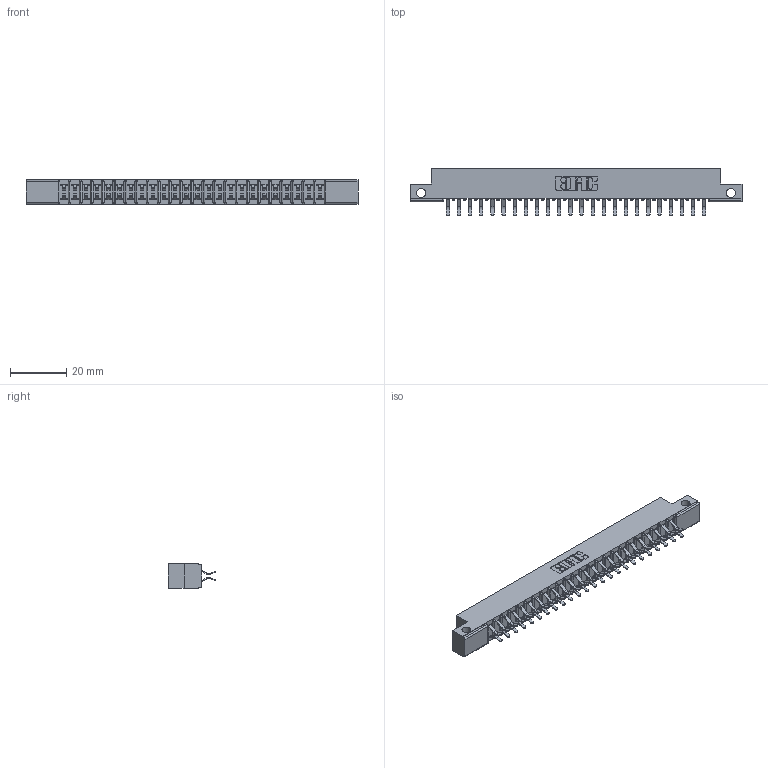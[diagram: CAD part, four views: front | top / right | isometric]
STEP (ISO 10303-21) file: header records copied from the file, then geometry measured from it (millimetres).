
FILE_DESCRIPTION (( 'STEP AP203' ), '1' );
FILE_NAME ('357-048-456-212.STEP', '2020-10-04T04:31:21', ( '' ), ( '' ), 'SwSTEP 2.0', 'SolidWorks 2020', '' );
FILE_SCHEMA (( 'CONFIG_CONTROL_DESIGN' ));
Length unit declared in the file: inch
Products named in the file (3): 307-290-001_556; 307 Part_.128 Dia Side Mounting Holes; 357-048-456-212
Assembly tree (49 placements, depth 2):
  357-048-456-212
    307 Part_.128 Dia Side Mounting Holes
    307-290-001_556  x48
Bounding box: 118.11 x 16.97 x 8.71 mm (x, y, z)
Volume: 7640.8 mm3; surface area: 13413.6 mm2
Topology: 49 solids, 49 shells, 2543 faces, 7139 edges, 4626 vertices
Faces by surface type: plane 1654, cylinder 839, sphere 50
Entity records: 23668 total; most frequent: CARTESIAN_POINT 3876, ORIENTED_EDGE 3838, DIRECTION 3805, EDGE_CURVE 1919, VECTOR 1463, LINE 1463, VERTEX_POINT 1242, AXIS2_PLACEMENT_3D 1171
